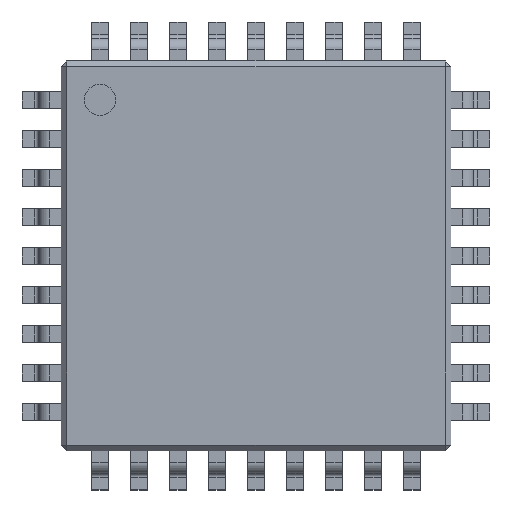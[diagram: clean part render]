
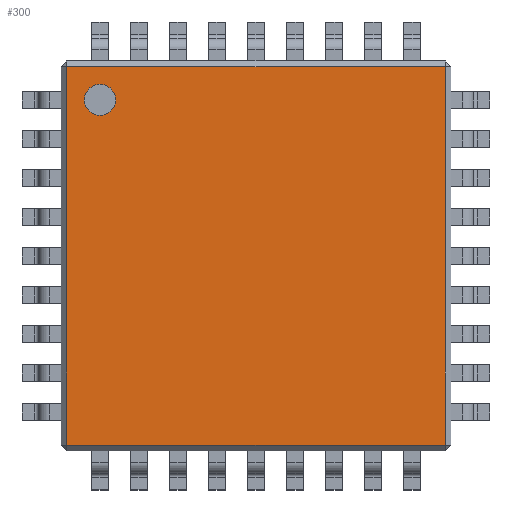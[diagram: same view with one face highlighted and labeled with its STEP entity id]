
A CAD part, top view. The second image highlights one B-rep face of the part: STEP entity #300.
In plain terms, the highlighted planar face has unit normal (0, 0, 1).
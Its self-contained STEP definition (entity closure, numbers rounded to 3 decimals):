
#13=DIRECTION('',(0.,0.,1.));
#14=DIRECTION('',(1.,0.,0.));
#100=VECTOR('',#101,1.);
#101=DIRECTION('',(0.,1.,0.));
#174=VERTEX_POINT('',#175);
#175=CARTESIAN_POINT('',(-4.85,-4.85,1.4));
#183=VERTEX_POINT('',#184);
#184=CARTESIAN_POINT('',(-4.85,4.85,1.4));
#189=ORIENTED_EDGE('',*,*,#190,.F.);
#190=EDGE_CURVE('',#174,#183,#191,.T.);
#191=LINE('',#192,#100);
#192=CARTESIAN_POINT('',(-4.85,-5.,1.4));
#258=VECTOR('',#14,1.);
#300=ADVANCED_FACE('',(#301,#319),#328,.T.);
#301=FACE_BOUND('',#302,.T.);
#302=EDGE_LOOP('',(#189,#303,#309,#315));
#303=ORIENTED_EDGE('',*,*,#304,.T.);
#304=EDGE_CURVE('',#174,#305,#307,.T.);
#305=VERTEX_POINT('',#306);
#306=CARTESIAN_POINT('',(4.85,-4.85,1.4));
#307=LINE('',#308,#258);
#308=CARTESIAN_POINT('',(-5.,-4.85,1.4));
#309=ORIENTED_EDGE('',*,*,#310,.T.);
#310=EDGE_CURVE('',#305,#311,#313,.T.);
#311=VERTEX_POINT('',#312);
#312=CARTESIAN_POINT('',(4.85,4.85,1.4));
#313=LINE('',#314,#100);
#314=CARTESIAN_POINT('',(4.85,-5.,1.4));
#315=ORIENTED_EDGE('',*,*,#316,.F.);
#316=EDGE_CURVE('',#183,#311,#317,.T.);
#317=LINE('',#318,#258);
#318=CARTESIAN_POINT('',(-5.,4.85,1.4));
#319=FACE_BOUND('',#320,.T.);
#320=EDGE_LOOP('',(#321));
#321=ORIENTED_EDGE('',*,*,#322,.F.);
#322=EDGE_CURVE('',#323,#323,#325,.T.);
#323=VERTEX_POINT('',#324);
#324=CARTESIAN_POINT('',(-3.6,4.,1.4));
#325=CIRCLE('',#326,0.4);
#326=AXIS2_PLACEMENT_3D('',#327,#13,#14);
#327=CARTESIAN_POINT('',(-4.,4.,1.4));
#328=PLANE('',#329);
#329=AXIS2_PLACEMENT_3D('',#330,#13,#14);
#330=CARTESIAN_POINT('',(-5.,-5.,1.4));
